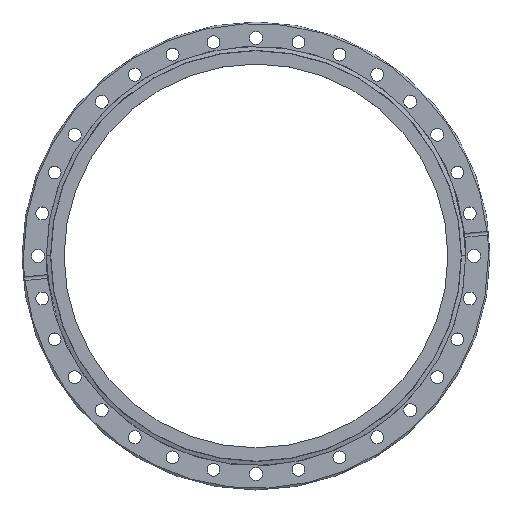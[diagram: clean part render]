
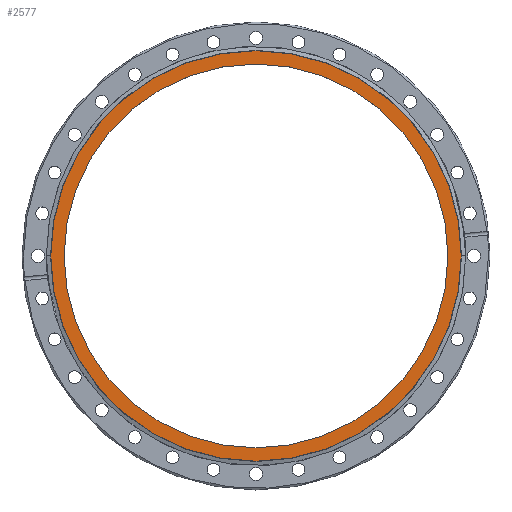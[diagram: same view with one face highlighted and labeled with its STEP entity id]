
A CAD part, top view. The second image highlights one B-rep face of the part: STEP entity #2577.
In plain terms, the highlighted planar face has unit normal (0, 0, 1).
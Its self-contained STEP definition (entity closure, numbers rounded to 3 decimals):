
#54 = CIRCLE ( 'NONE', #2943, 125. ) ;
#130 = CARTESIAN_POINT ( 'NONE',  ( 0., 0., -1.2 ) ) ;
#145 = EDGE_CURVE ( 'NONE', #147, #2289, #595, .T. ) ;
#147 = VERTEX_POINT ( 'NONE', #1363 ) ;
#263 = AXIS2_PLACEMENT_3D ( 'NONE', #1325, #1318, #1316 ) ;
#420 = ORIENTED_EDGE ( 'NONE', *, *, #626, .T. ) ;
#546 = ORIENTED_EDGE ( 'NONE', *, *, #1834, .T. ) ;
#595 = CIRCLE ( 'NONE', #263, 133.698 ) ;
#626 = EDGE_CURVE ( 'NONE', #3295, #2921, #54, .T. ) ;
#681 = FACE_OUTER_BOUND ( 'NONE', #3066, .T. ) ;
#806 = PLANE ( 'NONE',  #3135 ) ;
#1096 = CARTESIAN_POINT ( 'NONE',  ( 0., 0., -1.2 ) ) ;
#1106 = EDGE_CURVE ( 'NONE', #2289, #147, #1497, .T. ) ;
#1283 = DIRECTION ( 'NONE',  ( 0., 0., -1. ) ) ;
#1316 = DIRECTION ( 'NONE',  ( 1., 0., 0. ) ) ;
#1318 = DIRECTION ( 'NONE',  ( 0., 0., 1. ) ) ;
#1321 = CARTESIAN_POINT ( 'NONE',  ( 125., 0., -1.2 ) ) ;
#1325 = CARTESIAN_POINT ( 'NONE',  ( 0., 0., -1.2 ) ) ;
#1338 = FACE_BOUND ( 'NONE', #2801, .T. ) ;
#1363 = CARTESIAN_POINT ( 'NONE',  ( 133.698, 0., -1.2 ) ) ;
#1497 = CIRCLE ( 'NONE', #2836, 133.698 ) ;
#1693 = DIRECTION ( 'NONE',  ( 1., 0., 0. ) ) ;
#1730 = DIRECTION ( 'NONE',  ( 0., 0., 1. ) ) ;
#1751 = CARTESIAN_POINT ( 'NONE',  ( 0., 0., -1.2 ) ) ;
#1834 = EDGE_CURVE ( 'NONE', #2921, #3295, #2875, .T. ) ;
#2031 = ORIENTED_EDGE ( 'NONE', *, *, #1106, .T. ) ;
#2043 = DIRECTION ( 'NONE',  ( 1., 0., 0. ) ) ;
#2072 = DIRECTION ( 'NONE',  ( 1., 0., 0. ) ) ;
#2073 = AXIS2_PLACEMENT_3D ( 'NONE', #130, #1283, #1693 ) ;
#2289 = VERTEX_POINT ( 'NONE', #3286 ) ;
#2302 = DIRECTION ( 'NONE',  ( 0., 0., 1. ) ) ;
#2577 = ADVANCED_FACE ( 'NONE', ( #681, #1338 ), #806, .T. ) ;
#2588 = DIRECTION ( 'NONE',  ( 1., 0., 0. ) ) ;
#2595 = DIRECTION ( 'NONE',  ( 0., 0., -1. ) ) ;
#2601 = CARTESIAN_POINT ( 'NONE',  ( 0., 0., -1.2 ) ) ;
#2801 = EDGE_LOOP ( 'NONE', ( #420, #546 ) ) ;
#2804 = ORIENTED_EDGE ( 'NONE', *, *, #145, .T. ) ;
#2836 = AXIS2_PLACEMENT_3D ( 'NONE', #1751, #1730, #2043 ) ;
#2875 = CIRCLE ( 'NONE', #2073, 125. ) ;
#2921 = VERTEX_POINT ( 'NONE', #1321 ) ;
#2943 = AXIS2_PLACEMENT_3D ( 'NONE', #2601, #2595, #2588 ) ;
#3066 = EDGE_LOOP ( 'NONE', ( #2804, #2031 ) ) ;
#3135 = AXIS2_PLACEMENT_3D ( 'NONE', #1096, #2302, #2072 ) ;
#3173 = CARTESIAN_POINT ( 'NONE',  ( -125., 0., -1.2 ) ) ;
#3286 = CARTESIAN_POINT ( 'NONE',  ( -133.698, 0., -1.2 ) ) ;
#3295 = VERTEX_POINT ( 'NONE', #3173 ) ;
